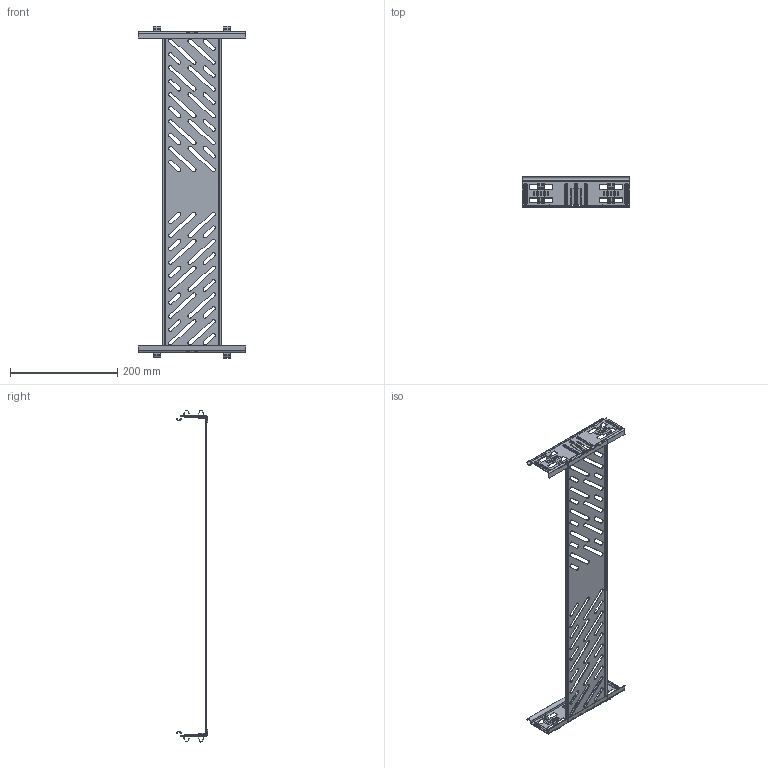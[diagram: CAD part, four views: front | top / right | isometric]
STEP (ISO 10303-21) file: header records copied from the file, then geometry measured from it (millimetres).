
FILE_DESCRIPTION (( 'STEP AP214' ), '1' );
FILE_NAME ('6068970.stp', '2017-04-12T09:17:03', ( '' ), ( '' ), 'SwSTEP 2.0', 'SolidWorks 2016', '' );
FILE_SCHEMA (( 'AUTOMOTIVE_DESIGN' ));
Length unit declared in the file: millimetre
Products named in the file (4): 040601_Standard; 040579_60; 040599_600; 6068970
Assembly tree (7 placements, depth 2):
  6068970
    040599_600
    040579_60  x2
    040601_Standard  x4
Bounding box: 200 x 58.2 x 618 mm (x, y, z)
Volume: 82759.2 mm3; surface area: 179562 mm2
Topology: 7 solids, 7 shells, 1147 faces, 2999 edges, 1870 vertices
Faces by surface type: plane 648, cylinder 335, torus 144, bspline 20
Entity records: 20491 total; most frequent: CARTESIAN_POINT 3708, DIRECTION 3557, ORIENTED_EDGE 3442, EDGE_CURVE 1721, AXIS2_PLACEMENT_3D 1227, VECTOR 1103, LINE 1103, VERTEX_POINT 1100
